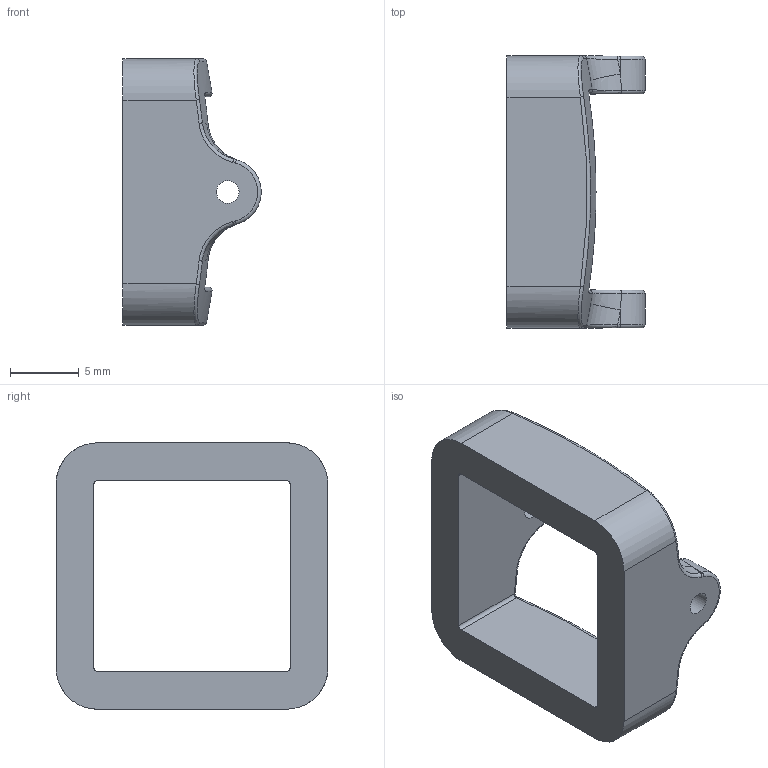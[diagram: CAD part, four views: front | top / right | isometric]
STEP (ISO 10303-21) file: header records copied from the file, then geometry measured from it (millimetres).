
FILE_DESCRIPTION(/* description */ (''),/* implementation_level */ '2;1');
FILE_NAME(/* name */ 'CADDX BABY RATEL 2 PROTECTION SLEEVE.stp',/* time_stamp */ '2023-05-05T13:04:59-07:00',/* author */ (''),/* organization */ (''),/* preprocessor_version */ 'ST-DEVELOPER v18.1',/* originating_system */ 'SIEMENS PLM Software NX 1988',/* authorisation */ '');
FILE_SCHEMA (('AUTOMOTIVE_DESIGN { 1 0 10303 214 3 1 1 1 }'));
Bounding box: 10.03 x 19.75 x 19.35 mm (x, y, z)
Volume: 1155.9 mm3; surface area: 1228.8 mm2
Topology: 1 solids, 1 shells, 71 faces, 172 edges, 102 vertices
Faces by surface type: torus 20, bspline 20, cylinder 16, plane 13, sphere 2
Full cylindrical faces by diameter (mm): 1.65 x2
Entity records: 2582 total; most frequent: CRTPNT 989, ORNEDG 336, DRCTN 326, EDGCRV 168, A2PL3D 145, VRTPNT 100, CIRCLE 92, EDGLP 78
